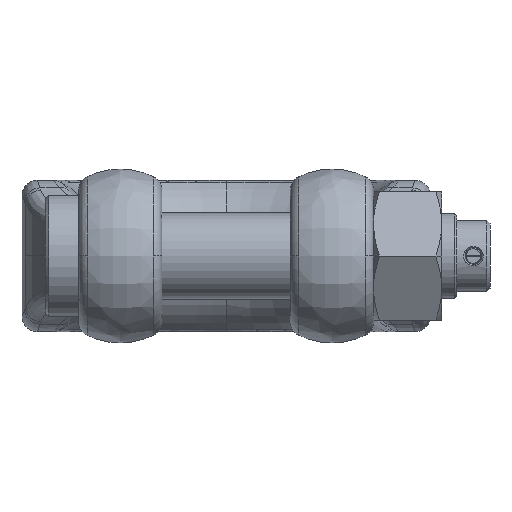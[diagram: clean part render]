
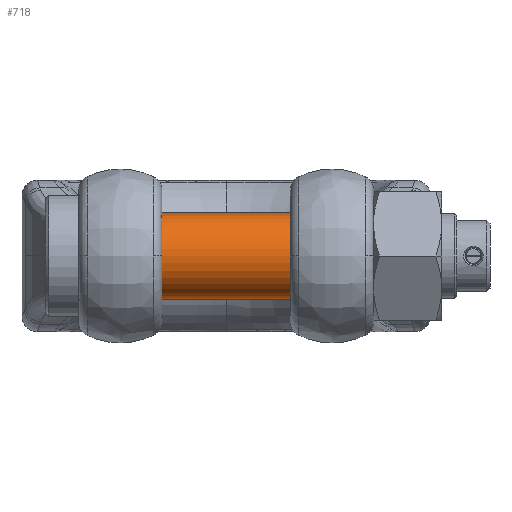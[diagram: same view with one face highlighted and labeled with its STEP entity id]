
A CAD part, front view. The second image highlights one B-rep face of the part: STEP entity #718.
In plain terms, the highlighted cylindrical face has radius 28.5 mm (diameter 57 mm), a partial arc.
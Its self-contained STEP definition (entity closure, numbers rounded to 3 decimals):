
#718=ADVANCED_FACE('',(#2026),#2027,.T.);
#2026=FACE_OUTER_BOUND('',#3975,.T.);
#2027=CYLINDRICAL_SURFACE('',#3976,28.5);
#3975=EDGE_LOOP('',(#43914,#43915,#43916,#43917));
#3976=AXIS2_PLACEMENT_3D('',#43918,#43919,#43920);
#43914=ORIENTED_EDGE('',*,*,#48624,.T.);
#43915=ORIENTED_EDGE('',*,*,#48702,.T.);
#43916=ORIENTED_EDGE('',*,*,#48626,.T.);
#43917=ORIENTED_EDGE('',*,*,#48700,.T.);
#43918=CARTESIAN_POINT('',(28.11,0.0,0.0));
#43919=DIRECTION('',(1.0,0.0,-0.0));
#43920=DIRECTION('',(0.0,0.0,1.0));
#48624=EDGE_CURVE('',#50857,#50858,#50859,.T.);
#48626=EDGE_CURVE('',#50862,#50860,#50863,.T.);
#48700=EDGE_CURVE('',#50860,#50857,#50977,.T.);
#48702=EDGE_CURVE('',#50858,#50862,#50979,.T.);
#50857=VERTEX_POINT('',#54098);
#50858=VERTEX_POINT('',#54099);
#50859=LINE('',#54100,#54101);
#50860=VERTEX_POINT('',#54102);
#50862=VERTEX_POINT('',#54104);
#50863=LINE('',#54105,#54106);
#50977=CIRCLE('',#54816,28.5);
#50979=CIRCLE('',#54818,28.5);
#54098=CARTESIAN_POINT('',(84.998,0.,28.5));
#54099=CARTESIAN_POINT('',(-97.5,0.,28.5));
#54100=CARTESIAN_POINT('',(28.11,0.,28.5));
#54101=VECTOR('',#85791,1.0);
#54102=CARTESIAN_POINT('',(84.998,0.,-28.5));
#54104=CARTESIAN_POINT('',(-97.5,0.,-28.5));
#54105=CARTESIAN_POINT('',(28.11,0.,-28.5));
#54106=VECTOR('',#85795,1.0);
#54816=AXIS2_PLACEMENT_3D('',#85875,#85876,#85877);
#54818=AXIS2_PLACEMENT_3D('',#85878,#85879,#85880);
#85791=DIRECTION('',(-1.0,-0.0,-0.0));
#85795=DIRECTION('',(1.0,0.0,0.0));
#85875=CARTESIAN_POINT('',(84.998,0.0,0.0));
#85876=DIRECTION('',(-1.0,0.0,0.0));
#85877=DIRECTION('',(0.0,0.0,1.0));
#85878=CARTESIAN_POINT('',(-97.5,0.0,0.0));
#85879=DIRECTION('',(1.0,0.0,-0.0));
#85880=DIRECTION('',(0.0,0.0,1.0));
